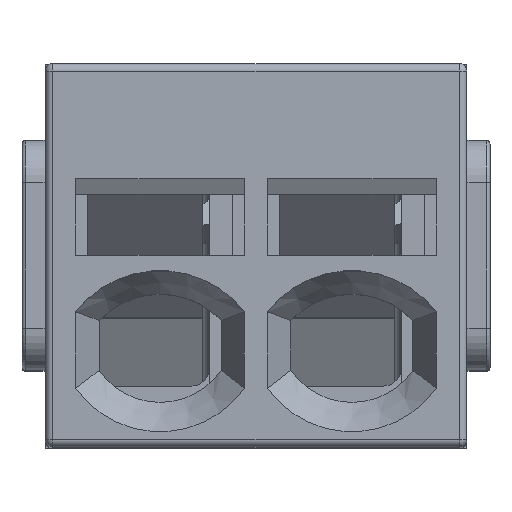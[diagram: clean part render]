
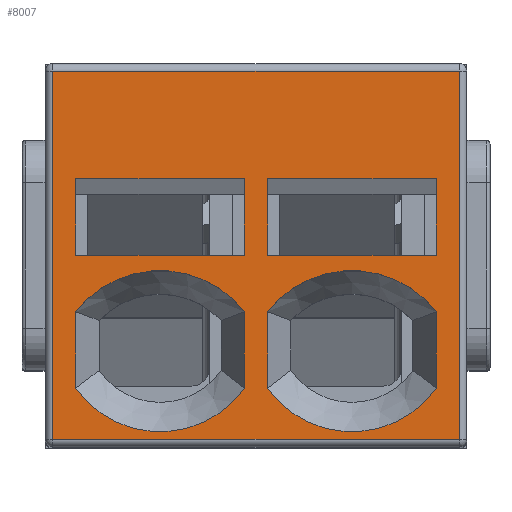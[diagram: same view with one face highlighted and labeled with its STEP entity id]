
A CAD part, top view. The second image highlights one B-rep face of the part: STEP entity #8007.
In plain terms, the highlighted planar face has unit normal (0, 0, 1).
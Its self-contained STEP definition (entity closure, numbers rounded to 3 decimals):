
#115=CIRCLE('',#8533,1.352);
#117=CIRCLE('',#8536,1.4);
#118=CIRCLE('',#8539,1.4);
#119=CIRCLE('',#8540,1.352);
#475=ORIENTED_EDGE('',*,*,#2834,.F.);
#476=ORIENTED_EDGE('',*,*,#2840,.F.);
#477=ORIENTED_EDGE('',*,*,#2842,.F.);
#478=ORIENTED_EDGE('',*,*,#2837,.F.);
#479=ORIENTED_EDGE('',*,*,#2843,.F.);
#480=ORIENTED_EDGE('',*,*,#2844,.T.);
#481=ORIENTED_EDGE('',*,*,#2845,.T.);
#482=ORIENTED_EDGE('',*,*,#2846,.F.);
#483=ORIENTED_EDGE('',*,*,#2847,.F.);
#484=ORIENTED_EDGE('',*,*,#2848,.F.);
#485=ORIENTED_EDGE('',*,*,#2849,.F.);
#486=ORIENTED_EDGE('',*,*,#2850,.F.);
#487=ORIENTED_EDGE('',*,*,#2851,.T.);
#488=ORIENTED_EDGE('',*,*,#2852,.T.);
#489=ORIENTED_EDGE('',*,*,#2853,.T.);
#490=ORIENTED_EDGE('',*,*,#2854,.T.);
#491=ORIENTED_EDGE('',*,*,#2855,.F.);
#492=ORIENTED_EDGE('',*,*,#2856,.T.);
#493=ORIENTED_EDGE('',*,*,#2828,.T.);
#494=ORIENTED_EDGE('',*,*,#2857,.F.);
#2828=EDGE_CURVE('',#4015,#4014,#4754,.T.);
#2834=EDGE_CURVE('',#4020,#4018,#4760,.T.);
#2837=EDGE_CURVE('',#4018,#4022,#115,.T.);
#2840=EDGE_CURVE('',#4024,#4020,#117,.T.);
#2842=EDGE_CURVE('',#4022,#4024,#4764,.T.);
#2843=EDGE_CURVE('',#4025,#4026,#4765,.T.);
#2844=EDGE_CURVE('',#4025,#4027,#4766,.T.);
#2845=EDGE_CURVE('',#4027,#4028,#4767,.T.);
#2846=EDGE_CURVE('',#4026,#4028,#4768,.T.);
#2847=EDGE_CURVE('',#4029,#4030,#4769,.T.);
#2848=EDGE_CURVE('',#4031,#4029,#118,.T.);
#2849=EDGE_CURVE('',#4032,#4031,#4770,.T.);
#2850=EDGE_CURVE('',#4030,#4032,#119,.T.);
#2851=EDGE_CURVE('',#4033,#4034,#4771,.F.);
#2852=EDGE_CURVE('',#4034,#4035,#4772,.F.);
#2853=EDGE_CURVE('',#4035,#4036,#4773,.F.);
#2854=EDGE_CURVE('',#4036,#4033,#4774,.F.);
#2855=EDGE_CURVE('',#4037,#4038,#4775,.T.);
#2856=EDGE_CURVE('',#4037,#4015,#4776,.T.);
#2857=EDGE_CURVE('',#4038,#4014,#4777,.T.);
#4014=VERTEX_POINT('',#11624);
#4015=VERTEX_POINT('',#11626);
#4018=VERTEX_POINT('',#11633);
#4020=VERTEX_POINT('',#11637);
#4022=VERTEX_POINT('',#11642);
#4024=VERTEX_POINT('',#11649);
#4025=VERTEX_POINT('',#11656);
#4026=VERTEX_POINT('',#11657);
#4027=VERTEX_POINT('',#11659);
#4028=VERTEX_POINT('',#11661);
#4029=VERTEX_POINT('',#11664);
#4030=VERTEX_POINT('',#11665);
#4031=VERTEX_POINT('',#11667);
#4032=VERTEX_POINT('',#11669);
#4033=VERTEX_POINT('',#11672);
#4034=VERTEX_POINT('',#11673);
#4035=VERTEX_POINT('',#11675);
#4036=VERTEX_POINT('',#11677);
#4037=VERTEX_POINT('',#11680);
#4038=VERTEX_POINT('',#11681);
#4754=LINE('',#11625,#5688);
#4760=LINE('',#11638,#5694);
#4764=LINE('',#11653,#5698);
#4765=LINE('',#11655,#5699);
#4766=LINE('',#11658,#5700);
#4767=LINE('',#11660,#5701);
#4768=LINE('',#11662,#5702);
#4769=LINE('',#11663,#5703);
#4770=LINE('',#11668,#5704);
#4771=LINE('',#11671,#5705);
#4772=LINE('',#11674,#5706);
#4773=LINE('',#11676,#5707);
#4774=LINE('',#11678,#5708);
#4775=LINE('',#11679,#5709);
#4776=LINE('',#11682,#5710);
#4777=LINE('',#11683,#5711);
#5688=VECTOR('',#9255,1000.);
#5694=VECTOR('',#9263,1000.);
#5698=VECTOR('',#9281,1000.);
#5699=VECTOR('',#9284,1000.);
#5700=VECTOR('',#9285,1000.);
#5701=VECTOR('',#9286,1000.);
#5702=VECTOR('',#9287,1000.);
#5703=VECTOR('',#9288,1000.);
#5704=VECTOR('',#9291,1000.);
#5705=VECTOR('',#9294,1000.);
#5706=VECTOR('',#9295,1000.);
#5707=VECTOR('',#9296,1000.);
#5708=VECTOR('',#9297,1000.);
#5709=VECTOR('',#9298,1000.);
#5710=VECTOR('',#9299,1000.);
#5711=VECTOR('',#9300,1000.);
#6618=EDGE_LOOP('',(#475,#476,#477,#478));
#6619=EDGE_LOOP('',(#479,#480,#481,#482));
#6620=EDGE_LOOP('',(#483,#484,#485,#486));
#6621=EDGE_LOOP('',(#487,#488,#489,#490));
#6622=EDGE_LOOP('',(#491,#492,#493,#494));
#7146=FACE_BOUND('',#6618,.T.);
#7147=FACE_BOUND('',#6619,.T.);
#7148=FACE_BOUND('',#6620,.T.);
#7149=FACE_BOUND('',#6621,.T.);
#7150=FACE_BOUND('',#6622,.T.);
#7672=PLANE('',#8538);
#8007=ADVANCED_FACE('',(#7146,#7147,#7148,#7149,#7150),#7672,.F.);
#8533=AXIS2_PLACEMENT_3D('',#11644,#9269,#9270);
#8536=AXIS2_PLACEMENT_3D('',#11650,#9276,#9277);
#8538=AXIS2_PLACEMENT_3D('',#11654,#9282,#9283);
#8539=AXIS2_PLACEMENT_3D('',#11666,#9289,#9290);
#8540=AXIS2_PLACEMENT_3D('',#11670,#9292,#9293);
#9255=DIRECTION('',(0.,1.,0.));
#9263=DIRECTION('',(0.,-1.,0.));
#9269=DIRECTION('',(0.,0.,1.));
#9270=DIRECTION('',(1.,0.,0.));
#9276=DIRECTION('',(0.,0.,1.));
#9277=DIRECTION('',(1.,0.,0.));
#9281=DIRECTION('',(0.,1.,0.));
#9282=DIRECTION('',(0.,0.,-1.));
#9283=DIRECTION('',(-1.,0.,0.));
#9284=DIRECTION('',(0.,1.,0.));
#9285=DIRECTION('',(-1.,0.,0.));
#9286=DIRECTION('',(0.,1.,0.));
#9287=DIRECTION('',(-1.,0.,0.));
#9288=DIRECTION('',(0.,-1.,0.));
#9289=DIRECTION('',(0.,0.,1.));
#9290=DIRECTION('',(1.,0.,0.));
#9291=DIRECTION('',(0.,1.,0.));
#9292=DIRECTION('',(0.,0.,1.));
#9293=DIRECTION('',(1.,0.,0.));
#9294=DIRECTION('',(-1.,0.,0.));
#9295=DIRECTION('',(0.,-1.,0.));
#9296=DIRECTION('',(1.,0.,0.));
#9297=DIRECTION('',(0.,1.,0.));
#9298=DIRECTION('',(0.,1.,0.));
#9299=DIRECTION('',(-1.,0.,0.));
#9300=DIRECTION('',(-1.,0.,0.));
#11624=CARTESIAN_POINT('',(0.15,1.,10.));
#11625=CARTESIAN_POINT('',(0.15,0.,10.));
#11626=CARTESIAN_POINT('',(0.15,0.,10.));
#11633=CARTESIAN_POINT('',(0.15,-1.734,10.));
#11637=CARTESIAN_POINT('',(0.15,-0.734,10.));
#11638=CARTESIAN_POINT('',(0.15,-0.734,10.));
#11642=CARTESIAN_POINT('',(2.35,-1.734,10.));
#11644=CARTESIAN_POINT('',(1.25,-0.948,10.));
#11649=CARTESIAN_POINT('',(2.35,-0.734,10.));
#11650=CARTESIAN_POINT('',(1.25,-1.6,10.));
#11653=CARTESIAN_POINT('',(2.35,-0.734,10.));
#11654=CARTESIAN_POINT('',(0.,0.,10.));
#11655=CARTESIAN_POINT('',(-0.15,0.,10.));
#11656=CARTESIAN_POINT('',(-0.15,0.,10.));
#11657=CARTESIAN_POINT('',(-0.15,1.,10.));
#11658=CARTESIAN_POINT('',(-0.15,0.,10.));
#11659=CARTESIAN_POINT('',(-2.35,0.,10.));
#11660=CARTESIAN_POINT('',(-2.35,0.,10.));
#11661=CARTESIAN_POINT('',(-2.35,1.,10.));
#11662=CARTESIAN_POINT('',(-0.15,1.,10.));
#11663=CARTESIAN_POINT('',(-2.35,-0.734,10.));
#11664=CARTESIAN_POINT('',(-2.35,-0.734,10.));
#11665=CARTESIAN_POINT('',(-2.35,-1.734,10.));
#11666=CARTESIAN_POINT('',(-1.25,-1.6,10.));
#11667=CARTESIAN_POINT('',(-0.15,-0.734,10.));
#11668=CARTESIAN_POINT('',(-0.15,-0.734,10.));
#11669=CARTESIAN_POINT('',(-0.15,-1.734,10.));
#11670=CARTESIAN_POINT('',(-1.25,-0.948,10.));
#11671=CARTESIAN_POINT('',(2.75,-2.4,10.));
#11672=CARTESIAN_POINT('',(-2.65,-2.4,10.));
#11673=CARTESIAN_POINT('',(2.65,-2.4,10.));
#11674=CARTESIAN_POINT('',(2.65,2.5,10.));
#11675=CARTESIAN_POINT('',(2.65,2.4,10.));
#11676=CARTESIAN_POINT('',(-2.75,2.4,10.));
#11677=CARTESIAN_POINT('',(-2.65,2.4,10.));
#11678=CARTESIAN_POINT('',(-2.65,-2.5,10.));
#11679=CARTESIAN_POINT('',(2.35,0.,10.));
#11680=CARTESIAN_POINT('',(2.35,0.,10.));
#11681=CARTESIAN_POINT('',(2.35,1.,10.));
#11682=CARTESIAN_POINT('',(2.35,0.,10.));
#11683=CARTESIAN_POINT('',(2.35,1.,10.));
